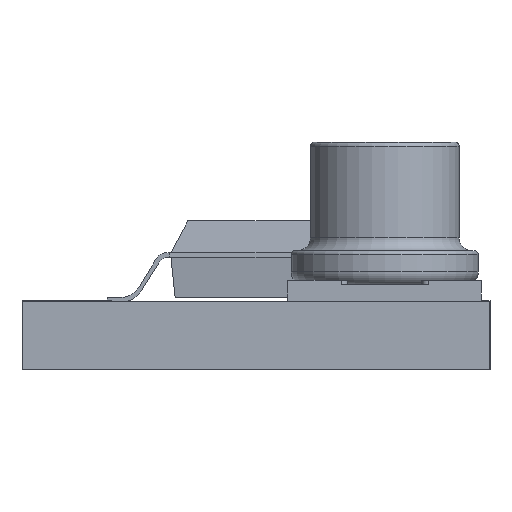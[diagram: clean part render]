
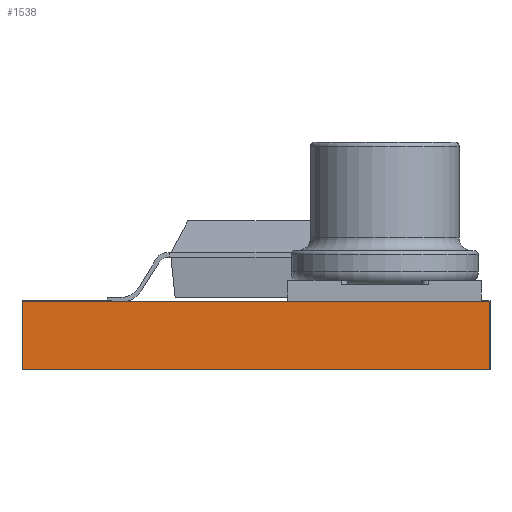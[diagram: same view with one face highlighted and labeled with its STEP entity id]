
A CAD part, left-side view. The second image highlights one B-rep face of the part: STEP entity #1538.
In plain terms, the highlighted planar face has unit normal (-1, 0, 0).
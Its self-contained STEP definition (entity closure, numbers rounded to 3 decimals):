
#453 = VERTEX_POINT('',#454);
#454 = CARTESIAN_POINT('',(-16.075,5.5,0.01));
#460 = EDGE_CURVE('',#461,#453,#463,.T.);
#461 = VERTEX_POINT('',#462);
#462 = CARTESIAN_POINT('',(-16.075,-5.5,0.01));
#463 = LINE('',#464,#465);
#464 = CARTESIAN_POINT('',(-16.075,-5.5,0.01));
#465 = VECTOR('',#466,1.);
#466 = DIRECTION('',(0.,1.,0.));
#807 = VERTEX_POINT('',#808);
#808 = CARTESIAN_POINT('',(-16.075,5.5,1.61));
#814 = EDGE_CURVE('',#815,#807,#817,.T.);
#815 = VERTEX_POINT('',#816);
#816 = CARTESIAN_POINT('',(-16.075,-5.5,1.61));
#817 = LINE('',#818,#819);
#818 = CARTESIAN_POINT('',(-16.075,-5.5,1.61));
#819 = VECTOR('',#820,1.);
#820 = DIRECTION('',(0.,1.,0.));
#1521 = EDGE_CURVE('',#461,#815,#1522,.T.);
#1522 = LINE('',#1523,#1524);
#1523 = CARTESIAN_POINT('',(-16.075,-5.5,0.01));
#1524 = VECTOR('',#1525,1.);
#1525 = DIRECTION('',(0.,0.,1.));
#1538 = ADVANCED_FACE('',(#1539),#1550,.T.);
#1539 = FACE_BOUND('',#1540,.T.);
#1540 = EDGE_LOOP('',(#1541,#1542,#1543,#1549));
#1541 = ORIENTED_EDGE('',*,*,#1521,.T.);
#1542 = ORIENTED_EDGE('',*,*,#814,.T.);
#1543 = ORIENTED_EDGE('',*,*,#1544,.F.);
#1544 = EDGE_CURVE('',#453,#807,#1545,.T.);
#1545 = LINE('',#1546,#1547);
#1546 = CARTESIAN_POINT('',(-16.075,5.5,0.01));
#1547 = VECTOR('',#1548,1.);
#1548 = DIRECTION('',(0.,0.,1.));
#1549 = ORIENTED_EDGE('',*,*,#460,.F.);
#1550 = PLANE('',#1551);
#1551 = AXIS2_PLACEMENT_3D('',#1552,#1553,#1554);
#1552 = CARTESIAN_POINT('',(-16.075,-5.5,0.01));
#1553 = DIRECTION('',(-1.,0.,0.));
#1554 = DIRECTION('',(0.,1.,0.));
